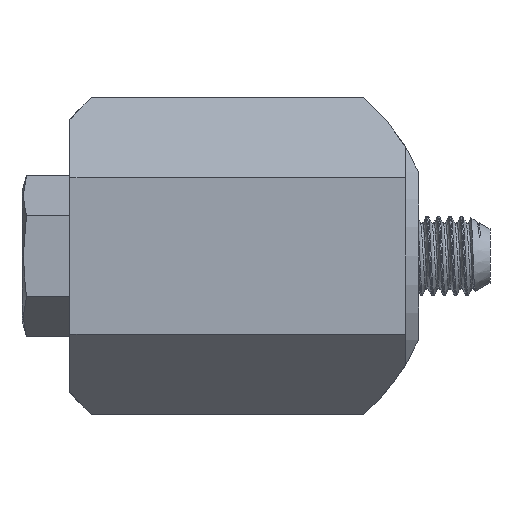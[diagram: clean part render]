
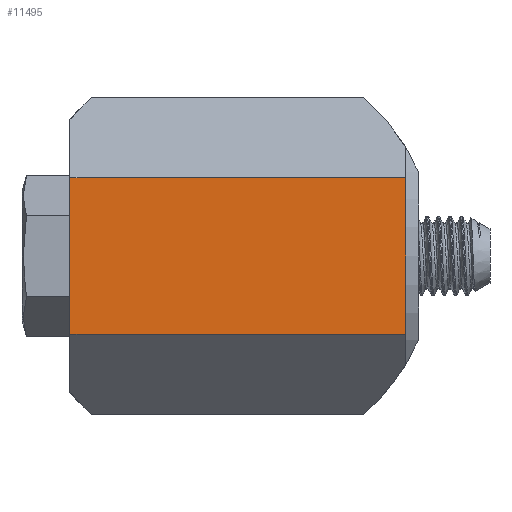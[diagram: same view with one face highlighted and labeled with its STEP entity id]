
A CAD part, left-side view. The second image highlights one B-rep face of the part: STEP entity #11495.
In plain terms, the highlighted planar face has unit normal (-1, 0, 0).
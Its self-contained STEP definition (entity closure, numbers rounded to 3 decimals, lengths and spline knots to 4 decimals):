
#188=PLANE('',#12523);
#1702=FACE_OUTER_BOUND('',#2054,.T.);
#2054=EDGE_LOOP('',(#10803,#10804,#10805,#10806));
#2280=LINE('',#44747,#2488);
#2283=LINE('',#44774,#2491);
#2284=LINE('',#44775,#2492);
#2285=LINE('',#44776,#2493);
#2488=VECTOR('',#14561,0.3937);
#2491=VECTOR('',#14592,0.3937);
#2492=VECTOR('',#14593,0.3937);
#2493=VECTOR('',#14594,0.3937);
#4655=VERTEX_POINT('',#44744);
#4656=VERTEX_POINT('',#44746);
#4665=VERTEX_POINT('',#44772);
#4666=VERTEX_POINT('',#44773);
#6713=EDGE_CURVE('',#4655,#4656,#2280,.T.);
#6723=EDGE_CURVE('',#4665,#4666,#2283,.T.);
#6724=EDGE_CURVE('',#4656,#4666,#2284,.T.);
#6725=EDGE_CURVE('',#4665,#4655,#2285,.T.);
#10803=ORIENTED_EDGE('',*,*,#6723,.T.);
#10804=ORIENTED_EDGE('',*,*,#6724,.F.);
#10805=ORIENTED_EDGE('',*,*,#6713,.F.);
#10806=ORIENTED_EDGE('',*,*,#6725,.F.);
#11495=ADVANCED_FACE('',(#1702),#188,.T.);
#12523=AXIS2_PLACEMENT_3D('',#44771,#14590,#14591);
#14561=DIRECTION('',(0.,0.,1.));
#14590=DIRECTION('center_axis',(-1.,0.,0.));
#14591=DIRECTION('ref_axis',(0.,0.,1.));
#14592=DIRECTION('',(0.,0.,1.));
#14593=DIRECTION('',(0.,-1.,0.));
#14594=DIRECTION('',(0.,1.,0.));
#44744=CARTESIAN_POINT('',(-0.971,1.09,-0.245));
#44746=CARTESIAN_POINT('',(-0.971,1.09,0.245));
#44747=CARTESIAN_POINT('',(-0.971,1.09,0.495));
#44771=CARTESIAN_POINT('Origin',(-0.971,0.,-0.495));
#44772=CARTESIAN_POINT('',(-0.971,0.04,-0.245));
#44773=CARTESIAN_POINT('',(-0.971,0.04,0.245));
#44774=CARTESIAN_POINT('',(-0.971,0.04,-0.2475));
#44775=CARTESIAN_POINT('',(-0.971,0.,0.245));
#44776=CARTESIAN_POINT('',(-0.971,0.,-0.245));
